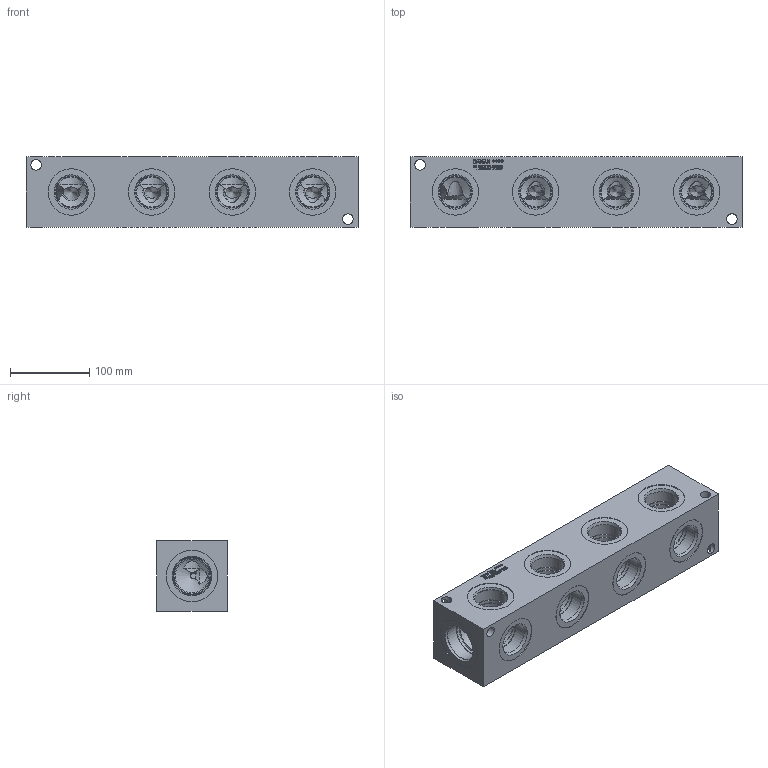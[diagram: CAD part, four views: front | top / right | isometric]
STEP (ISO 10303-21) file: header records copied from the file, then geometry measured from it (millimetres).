
FILE_DESCRIPTION(/* description */ (''),/* implementation_level */ '2;1');
FILE_NAME(/* name */ '_H0900420S.stp',/* time_stamp */ '2022-06-02T09:09:52-04:00',/* author */ ('bobbyh'),/* organization */ (''),/* preprocessor_version */ 'ST-DEVELOPER v18',/* originating_system */ 'Autodesk Inventor 2020',/* authorisation */ '');
FILE_SCHEMA (('AUTOMOTIVE_DESIGN { 1 0 10303 214 3 1 1 }'));
Length unit declared in the file: millimetre
Products named in the file (1): Part_+H0900420S_3D
Bounding box: 419.1 x 88.9 x 88.9 mm (x, y, z)
Volume: 2726995.4 mm3; surface area: 220171.8 mm2
Topology: 2 solids, 2 shells, 451 faces, 1227 edges, 815 vertices
Faces by surface type: plane 233, bspline 102, cylinder 58, cone 58
Full cylindrical faces by diameter (mm): 13.487 x8, 38.1 x8, 39.218 x8, 41.275 x7, 41.28 x1, 41.758 x1, 42.875 x2, 43.51 x7, 45.568 x2, 47.625 x2, 48.057 x2, 58.572 x8, 65.126 x2
Entity records: 15424 total; most frequent: CARTESIAN_POINT 4199, ORIENTED_EDGE 2440, DIRECTION 1915, EDGE_CURVE 1220, VERTEX_POINT 815, LINE 741, VECTOR 741, AXIS2_PLACEMENT_3D 587
